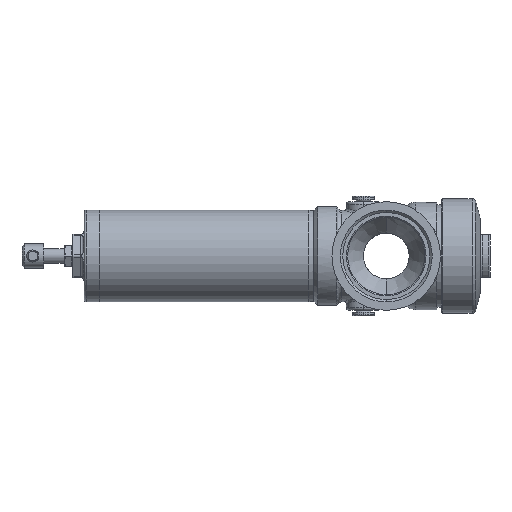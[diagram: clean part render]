
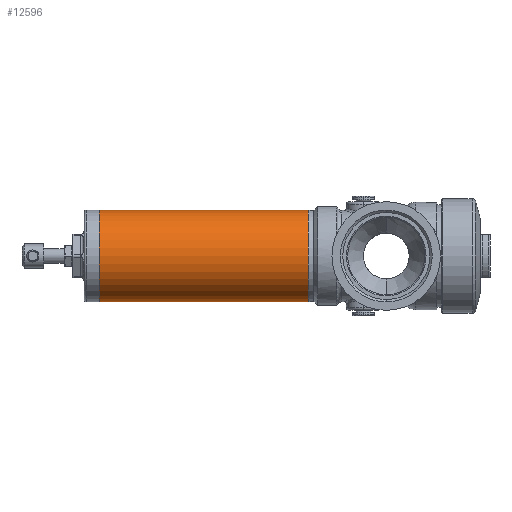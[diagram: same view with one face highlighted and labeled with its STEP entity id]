
A CAD part, left-side view. The second image highlights one B-rep face of the part: STEP entity #12596.
In plain terms, the highlighted cylindrical face has radius 38 mm (diameter 76 mm), a partial arc.
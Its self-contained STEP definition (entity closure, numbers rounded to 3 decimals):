
#547 = CARTESIAN_POINT ( 'NONE',  ( 0., 64.6, 0. ) ) ;
#839 = EDGE_CURVE ( 'NONE', #11326, #1075, #2040, .T. ) ;
#1046 = CARTESIAN_POINT ( 'NONE',  ( 0., 64.6, -38. ) ) ;
#1075 = VERTEX_POINT ( 'NONE', #9883 ) ;
#1461 = CIRCLE ( 'NONE', #8398, 38. ) ;
#1530 = DIRECTION ( 'NONE',  ( 0., -1., 0. ) ) ;
#1638 = DIRECTION ( 'NONE',  ( 0., -1., 0. ) ) ;
#1841 = DIRECTION ( 'NONE',  ( 0., 0., -1. ) ) ;
#2040 = LINE ( 'NONE', #9288, #15233 ) ;
#2488 = DIRECTION ( 'NONE',  ( 0., -1., 0. ) ) ;
#2548 = ORIENTED_EDGE ( 'NONE', *, *, #2666, .T. ) ;
#2666 = EDGE_CURVE ( 'NONE', #10316, #1075, #1461, .T. ) ;
#3770 = CARTESIAN_POINT ( 'NONE',  ( 0., 239.5, 0. ) ) ;
#4523 = CIRCLE ( 'NONE', #9774, 38. ) ;
#4595 = CYLINDRICAL_SURFACE ( 'NONE', #15351, 38. ) ;
#4606 = VECTOR ( 'NONE', #1530, 1000. ) ;
#5083 = CARTESIAN_POINT ( 'NONE',  ( 0., 238., 0. ) ) ;
#5100 = EDGE_CURVE ( 'NONE', #12743, #10316, #5406, .T. ) ;
#5406 = LINE ( 'NONE', #10524, #4606 ) ;
#6366 = DIRECTION ( 'NONE',  ( 0., 0., -1. ) ) ;
#8123 = ORIENTED_EDGE ( 'NONE', *, *, #5100, .T. ) ;
#8398 = AXIS2_PLACEMENT_3D ( 'NONE', #547, #9491, #1841 ) ;
#9074 = ORIENTED_EDGE ( 'NONE', *, *, #839, .F. ) ;
#9288 = CARTESIAN_POINT ( 'NONE',  ( 0., 239.5, 38. ) ) ;
#9307 = CARTESIAN_POINT ( 'NONE',  ( 0., 238., -38. ) ) ;
#9491 = DIRECTION ( 'NONE',  ( 0., 1., 0. ) ) ;
#9666 = EDGE_LOOP ( 'NONE', ( #15995, #8123, #2548, #9074 ) ) ;
#9774 = AXIS2_PLACEMENT_3D ( 'NONE', #5083, #14032, #6366 ) ;
#9883 = CARTESIAN_POINT ( 'NONE',  ( 0., 64.6, 38. ) ) ;
#10316 = VERTEX_POINT ( 'NONE', #1046 ) ;
#10524 = CARTESIAN_POINT ( 'NONE',  ( 0., 239.5, -38. ) ) ;
#11224 = EDGE_CURVE ( 'NONE', #11326, #12743, #4523, .T. ) ;
#11326 = VERTEX_POINT ( 'NONE', #15532 ) ;
#11413 = FACE_OUTER_BOUND ( 'NONE', #9666, .T. ) ;
#12596 = ADVANCED_FACE ( 'NONE', ( #11413 ), #4595, .T. ) ;
#12725 = DIRECTION ( 'NONE',  ( 0., 0., 1. ) ) ;
#12743 = VERTEX_POINT ( 'NONE', #9307 ) ;
#14032 = DIRECTION ( 'NONE',  ( 0., -1., 0. ) ) ;
#15233 = VECTOR ( 'NONE', #1638, 1000. ) ;
#15351 = AXIS2_PLACEMENT_3D ( 'NONE', #3770, #2488, #12725 ) ;
#15532 = CARTESIAN_POINT ( 'NONE',  ( 0., 238., 38. ) ) ;
#15995 = ORIENTED_EDGE ( 'NONE', *, *, #11224, .T. ) ;
